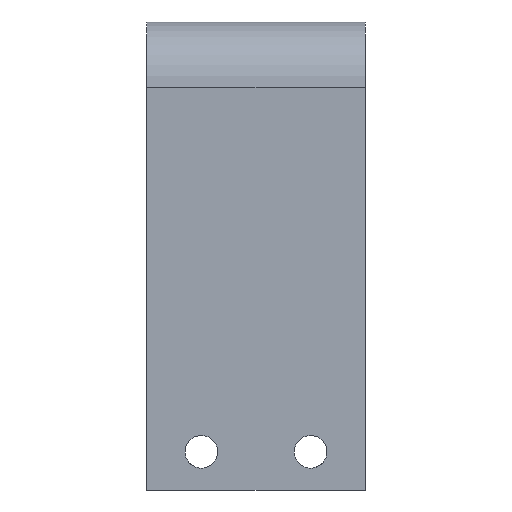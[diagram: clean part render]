
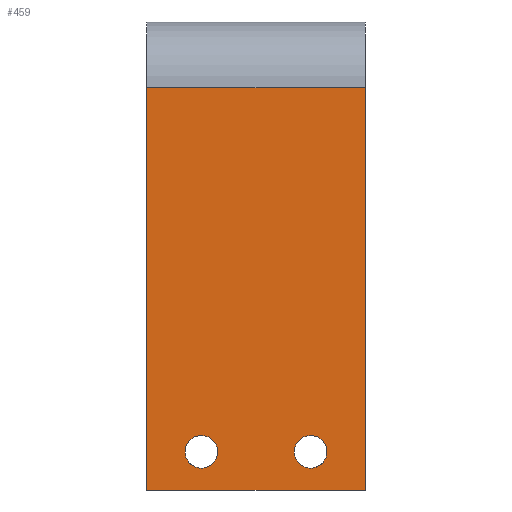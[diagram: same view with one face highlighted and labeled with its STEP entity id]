
A CAD part, front view. The second image highlights one B-rep face of the part: STEP entity #459.
In plain terms, the highlighted planar face has unit normal (0, -1, 0).
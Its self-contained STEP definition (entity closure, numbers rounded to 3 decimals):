
#25=FACE_BOUND('',#76,.T.);
#26=FACE_BOUND('',#77,.T.);
#38=PLANE('',#508);
#53=FACE_OUTER_BOUND('',#75,.T.);
#75=EDGE_LOOP('',(#375,#376,#377,#378));
#76=EDGE_LOOP('',(#379));
#77=EDGE_LOOP('',(#380));
#112=LINE('',#750,#146);
#118=LINE('',#819,#152);
#126=LINE('',#841,#160);
#127=LINE('',#843,#161);
#146=VECTOR('',#567,10.);
#152=VECTOR('',#581,10.);
#160=VECTOR('',#605,10.);
#161=VECTOR('',#608,10.);
#181=CIRCLE('',#501,1.5);
#185=CIRCLE('',#509,1.5);
#210=VERTEX_POINT('',#747);
#211=VERTEX_POINT('',#749);
#222=VERTEX_POINT('',#817);
#224=VERTEX_POINT('',#824);
#228=VERTEX_POINT('',#839);
#229=VERTEX_POINT('',#844);
#259=EDGE_CURVE('',#210,#211,#112,.T.);
#272=EDGE_CURVE('',#222,#210,#118,.F.);
#275=EDGE_CURVE('',#224,#224,#181,.T.);
#284=EDGE_CURVE('',#228,#222,#126,.T.);
#285=EDGE_CURVE('',#228,#211,#127,.T.);
#286=EDGE_CURVE('',#229,#229,#185,.T.);
#375=ORIENTED_EDGE('',*,*,#284,.F.);
#376=ORIENTED_EDGE('',*,*,#285,.T.);
#377=ORIENTED_EDGE('',*,*,#259,.F.);
#378=ORIENTED_EDGE('',*,*,#272,.F.);
#379=ORIENTED_EDGE('',*,*,#275,.T.);
#380=ORIENTED_EDGE('',*,*,#286,.T.);
#459=ADVANCED_FACE('',(#53,#25,#26),#38,.T.);
#501=AXIS2_PLACEMENT_3D('',#825,#586,#587);
#508=AXIS2_PLACEMENT_3D('',#842,#606,#607);
#509=AXIS2_PLACEMENT_3D('',#845,#609,#610);
#567=DIRECTION('',(-1.,0.,0.));
#581=DIRECTION('',(0.,0.,1.));
#586=DIRECTION('center_axis',(0.,1.,0.));
#587=DIRECTION('ref_axis',(1.,0.,0.));
#605=DIRECTION('',(1.,0.,0.));
#606=DIRECTION('center_axis',(0.,-1.,0.));
#607=DIRECTION('ref_axis',(-1.,0.,0.));
#608=DIRECTION('',(0.,0.,-1.));
#609=DIRECTION('center_axis',(0.,1.,0.));
#610=DIRECTION('ref_axis',(1.,0.,0.));
#747=CARTESIAN_POINT('',(20.,-13.6,-42.85));
#749=CARTESIAN_POINT('',(0.,-13.6,-42.85));
#750=CARTESIAN_POINT('',(20.,-13.6,-42.85));
#817=CARTESIAN_POINT('',(20.,-13.6,-6.));
#819=CARTESIAN_POINT('',(20.,-13.6,0.));
#824=CARTESIAN_POINT('',(13.5,-13.6,-39.35));
#825=CARTESIAN_POINT('Origin',(15.,-13.6,-39.35));
#839=CARTESIAN_POINT('',(0.,-13.6,-6.));
#841=CARTESIAN_POINT('',(15.,-13.6,-6.));
#842=CARTESIAN_POINT('Origin',(20.,-13.6,0.));
#843=CARTESIAN_POINT('',(0.,-13.6,0.));
#844=CARTESIAN_POINT('',(3.5,-13.6,-39.35));
#845=CARTESIAN_POINT('Origin',(5.,-13.6,-39.35));
